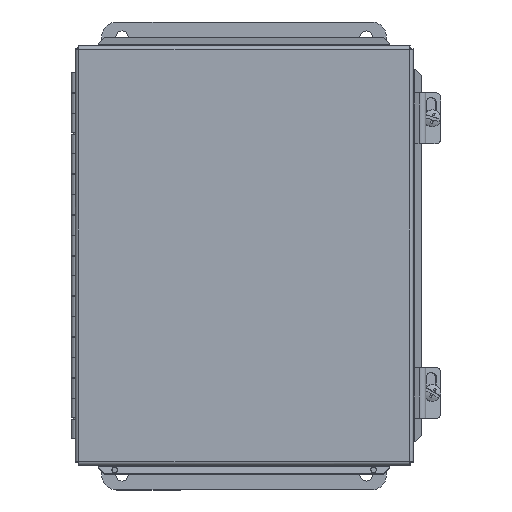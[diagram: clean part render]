
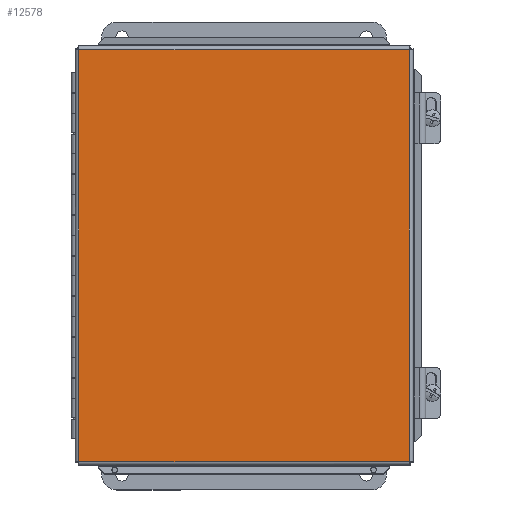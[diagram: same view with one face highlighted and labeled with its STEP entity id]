
A CAD part, top view. The second image highlights one B-rep face of the part: STEP entity #12578.
In plain terms, the highlighted face is planar.
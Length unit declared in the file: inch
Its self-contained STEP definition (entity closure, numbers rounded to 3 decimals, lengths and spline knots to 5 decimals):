
#11897=CARTESIAN_POINT('',(8.21675,0.09325,0.));
#11898=VERTEX_POINT('',#11897);
#11909=CARTESIAN_POINT('',(8.21675,10.21675,0.));
#11910=VERTEX_POINT('',#11909);
#11911=CARTESIAN_POINT('',(8.21675,10.21675,0.));
#11912=DIRECTION('',(0.0,-1.0,0.0));
#11913=VECTOR('',#11912,10.1235);
#11914=LINE('',#11911,#11913);
#11915=EDGE_CURVE('',#11910,#11898,#11914,.T.);
#12075=CARTESIAN_POINT('',(0.09325,0.09325,0.));
#12076=VERTEX_POINT('',#12075);
#12087=CARTESIAN_POINT('',(8.21675,0.09325,0.));
#12088=DIRECTION('',(-1.0,0.0,0.0));
#12089=VECTOR('',#12088,8.1235);
#12090=LINE('',#12087,#12089);
#12091=EDGE_CURVE('',#11898,#12076,#12090,.T.);
#12244=CARTESIAN_POINT('',(0.09325,10.21675,0.));
#12245=VERTEX_POINT('',#12244);
#12256=CARTESIAN_POINT('',(0.09325,0.09325,0.));
#12257=DIRECTION('',(0.0,1.0,0.0));
#12258=VECTOR('',#12257,10.1235);
#12259=LINE('',#12256,#12258);
#12260=EDGE_CURVE('',#12076,#12245,#12259,.T.);
#12423=CARTESIAN_POINT('',(0.09325,10.21675,0.));
#12424=DIRECTION('',(1.0,0.0,0.0));
#12425=VECTOR('',#12424,8.1235);
#12426=LINE('',#12423,#12425);
#12427=EDGE_CURVE('',#12245,#11910,#12426,.T.);
#12567=CARTESIAN_POINT('',(4.155,5.155,0.));
#12568=DIRECTION('',(0.0,0.0,1.0));
#12569=DIRECTION('',(1.0,0.0,0.0));
#12570=AXIS2_PLACEMENT_3D('',#12567,#12568,#12569);
#12571=PLANE('',#12570);
#12572=ORIENTED_EDGE('',*,*,#11915,.T.);
#12573=ORIENTED_EDGE('',*,*,#12091,.T.);
#12574=ORIENTED_EDGE('',*,*,#12260,.T.);
#12575=ORIENTED_EDGE('',*,*,#12427,.T.);
#12576=EDGE_LOOP('',(#12572,#12573,#12574,#12575));
#12577=FACE_OUTER_BOUND('',#12576,.T.);
#12578=ADVANCED_FACE('',(#12577),#12571,.F.);
